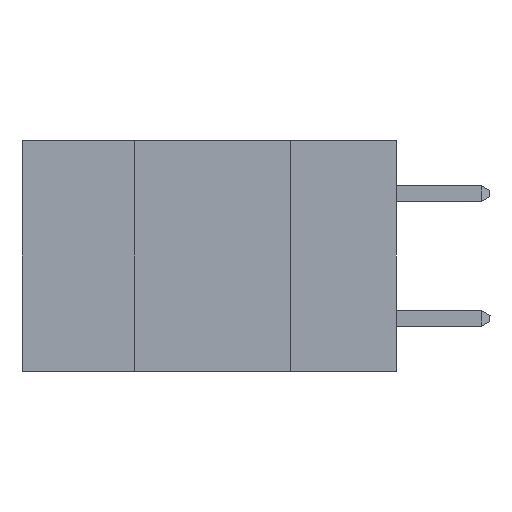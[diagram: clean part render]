
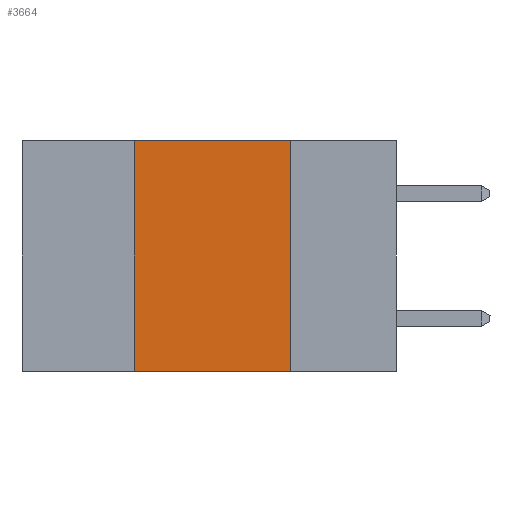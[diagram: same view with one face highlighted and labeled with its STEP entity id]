
A CAD part, left-side view. The second image highlights one B-rep face of the part: STEP entity #3664.
In plain terms, the highlighted planar face has unit normal (-1, 0, 0).
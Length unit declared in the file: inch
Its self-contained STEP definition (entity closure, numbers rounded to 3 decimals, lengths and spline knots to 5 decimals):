
#35 = CARTESIAN_POINT ( 'NONE',  ( 0., 0.17, 0. ) ) ;
#414 = VERTEX_POINT ( 'NONE', #9313 ) ;
#1008 = DIRECTION ( 'NONE',  ( 0., 0., -1. ) ) ;
#1363 = LINE ( 'NONE', #8370, #3413 ) ;
#2274 = LINE ( 'NONE', #35, #7658 ) ;
#2682 = ORIENTED_EDGE ( 'NONE', *, *, #5283, .T. ) ;
#3023 = VERTEX_POINT ( 'NONE', #11693 ) ;
#3040 = VECTOR ( 'NONE', #4818, 39.37008 ) ;
#3065 = DIRECTION ( 'NONE',  ( 0., 0., -1. ) ) ;
#3413 = VECTOR ( 'NONE', #5587, 39.37008 ) ;
#3664 = ADVANCED_FACE ( 'NONE', ( #5469 ), #10558, .F. ) ;
#3941 = ORIENTED_EDGE ( 'NONE', *, *, #11555, .F. ) ;
#4623 = ORIENTED_EDGE ( 'NONE', *, *, #10090, .F. ) ;
#4632 = VERTEX_POINT ( 'NONE', #7476 ) ;
#4818 = DIRECTION ( 'NONE',  ( 0., -1., 0. ) ) ;
#4902 = VECTOR ( 'NONE', #9594, 39.37008 ) ;
#5283 = EDGE_CURVE ( 'NONE', #5404, #4632, #11047, .T. ) ;
#5383 = ORIENTED_EDGE ( 'NONE', *, *, #8870, .F. ) ;
#5404 = VERTEX_POINT ( 'NONE', #7692 ) ;
#5469 = FACE_OUTER_BOUND ( 'NONE', #8445, .T. ) ;
#5587 = DIRECTION ( 'NONE',  ( 0., 0., 1. ) ) ;
#6189 = AXIS2_PLACEMENT_3D ( 'NONE', #6741, #8651, #3065 ) ;
#6741 = CARTESIAN_POINT ( 'NONE',  ( 0., 0.6, 0. ) ) ;
#6878 = CARTESIAN_POINT ( 'NONE',  ( 0., 0.6, 0. ) ) ;
#7476 = CARTESIAN_POINT ( 'NONE',  ( 0., 0.17, -0.37 ) ) ;
#7658 = VECTOR ( 'NONE', #1008, 39.37008 ) ;
#7692 = CARTESIAN_POINT ( 'NONE',  ( 0., 0.42, -0.37 ) ) ;
#8370 = CARTESIAN_POINT ( 'NONE',  ( 0., 0.42, 0. ) ) ;
#8445 = EDGE_LOOP ( 'NONE', ( #4623, #5383, #3941, #2682 ) ) ;
#8529 = CARTESIAN_POINT ( 'NONE',  ( 0., 0.6, -0.37 ) ) ;
#8651 = DIRECTION ( 'NONE',  ( 1., 0., 0. ) ) ;
#8870 = EDGE_CURVE ( 'NONE', #414, #3023, #11885, .T. ) ;
#9313 = CARTESIAN_POINT ( 'NONE',  ( 0., 0.42, 0. ) ) ;
#9594 = DIRECTION ( 'NONE',  ( 0., -1., 0. ) ) ;
#10090 = EDGE_CURVE ( 'NONE', #3023, #4632, #2274, .T. ) ;
#10558 = PLANE ( 'NONE',  #6189 ) ;
#11047 = LINE ( 'NONE', #8529, #3040 ) ;
#11555 = EDGE_CURVE ( 'NONE', #5404, #414, #1363, .T. ) ;
#11693 = CARTESIAN_POINT ( 'NONE',  ( 0., 0.17, 0. ) ) ;
#11885 = LINE ( 'NONE', #6878, #4902 ) ;
